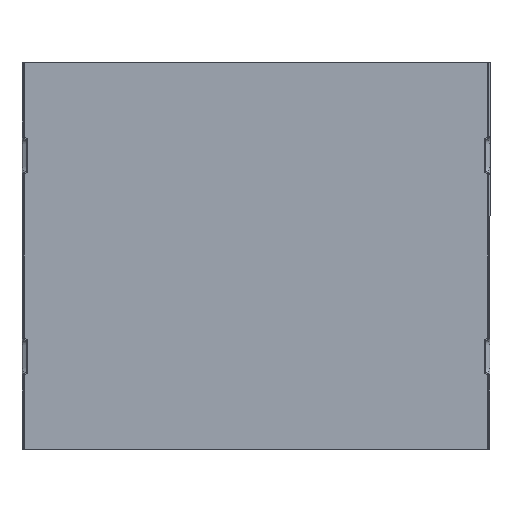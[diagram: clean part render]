
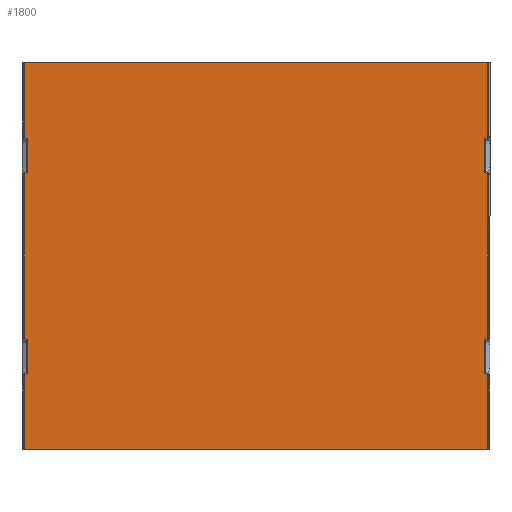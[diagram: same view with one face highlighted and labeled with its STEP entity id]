
A CAD part, front view. The second image highlights one B-rep face of the part: STEP entity #1800.
In plain terms, the highlighted planar face has unit normal (0, -1, 0).
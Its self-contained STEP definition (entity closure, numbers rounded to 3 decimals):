
#47=PLANE('',#2061);
#169=LINE('',#3134,#285);
#175=LINE('',#3154,#291);
#177=LINE('',#3157,#293);
#179=LINE('',#3160,#295);
#285=VECTOR('',#2617,10.);
#291=VECTOR('',#2643,10.);
#293=VECTOR('',#2647,10.);
#295=VECTOR('',#2651,10.);
#417=FACE_OUTER_BOUND('',#519,.T.);
#519=EDGE_LOOP('',(#1560,#1561,#1562,#1563));
#802=VERTEX_POINT('',#3125);
#803=VERTEX_POINT('',#3129);
#806=VERTEX_POINT('',#3145);
#807=VERTEX_POINT('',#3149);
#1045=EDGE_CURVE('',#802,#803,#169,.T.);
#1055=EDGE_CURVE('',#806,#807,#175,.T.);
#1057=EDGE_CURVE('',#803,#806,#177,.T.);
#1059=EDGE_CURVE('',#807,#802,#179,.T.);
#1560=ORIENTED_EDGE('',*,*,#1059,.T.);
#1561=ORIENTED_EDGE('',*,*,#1045,.T.);
#1562=ORIENTED_EDGE('',*,*,#1057,.T.);
#1563=ORIENTED_EDGE('',*,*,#1055,.T.);
#1800=ADVANCED_FACE('',(#417),#47,.F.);
#2061=AXIS2_PLACEMENT_3D('',#3162,#2654,#2655);
#2617=DIRECTION('',(0.,0.,-1.));
#2643=DIRECTION('',(0.,0.,1.));
#2647=DIRECTION('',(1.,0.,0.));
#2651=DIRECTION('',(-1.,0.,0.));
#2654=DIRECTION('center_axis',(0.,1.,0.));
#2655=DIRECTION('ref_axis',(0.,0.,1.));
#3125=CARTESIAN_POINT('',(-300.,0.,0.));
#3129=CARTESIAN_POINT('',(-300.,0.,-250.));
#3134=CARTESIAN_POINT('',(-300.,0.,0.));
#3145=CARTESIAN_POINT('',(0.,0.,-250.));
#3149=CARTESIAN_POINT('',(0.,0.,0.));
#3154=CARTESIAN_POINT('',(0.,0.,-250.));
#3157=CARTESIAN_POINT('',(-300.,0.,-250.));
#3160=CARTESIAN_POINT('',(0.,0.,0.));
#3162=CARTESIAN_POINT('Origin',(-150.,0.,-125.));
